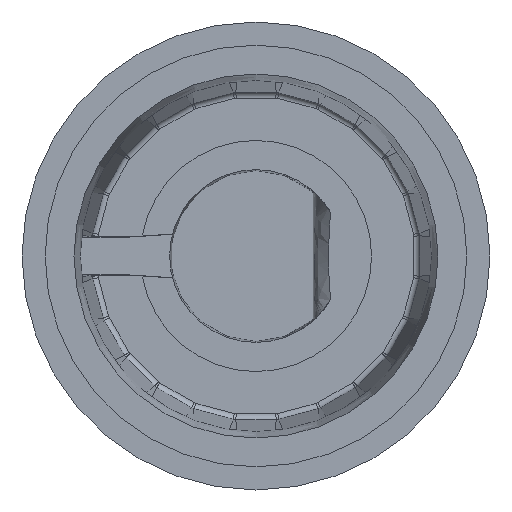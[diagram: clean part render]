
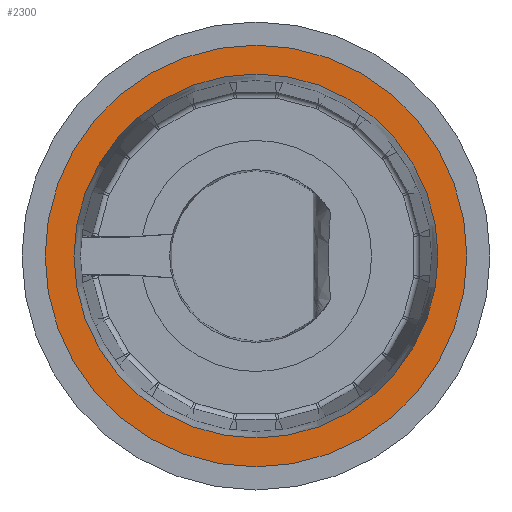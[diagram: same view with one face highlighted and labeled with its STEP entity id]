
A CAD part, front view. The second image highlights one B-rep face of the part: STEP entity #2300.
In plain terms, the highlighted planar face has unit normal (0, -1, 0).
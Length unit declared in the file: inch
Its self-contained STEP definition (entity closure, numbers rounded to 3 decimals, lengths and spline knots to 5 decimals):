
#16=FACE_BOUND('',#555,.T.);
#315=PLANE('',#2527);
#434=FACE_OUTER_BOUND('',#554,.T.);
#554=EDGE_LOOP('',(#2031));
#555=EDGE_LOOP('',(#2032));
#635=CIRCLE('',#2505,0.2874);
#640=CIRCLE('',#2518,0.24803);
#978=VERTEX_POINT('',#4425);
#991=VERTEX_POINT('',#4533);
#1310=EDGE_CURVE('',#978,#978,#635,.T.);
#1330=EDGE_CURVE('',#991,#991,#640,.T.);
#2031=ORIENTED_EDGE('',*,*,#1310,.T.);
#2032=ORIENTED_EDGE('',*,*,#1330,.T.);
#2300=ADVANCED_FACE('',(#434,#16),#315,.T.);
#2505=AXIS2_PLACEMENT_3D('',#4426,#2956,#2957);
#2518=AXIS2_PLACEMENT_3D('',#4535,#2990,#2991);
#2527=AXIS2_PLACEMENT_3D('',#4561,#3019,#3020);
#2956=DIRECTION('center_axis',(0.,-1.,0.));
#2957=DIRECTION('ref_axis',(1.,0.,0.));
#2990=DIRECTION('center_axis',(0.,1.,0.));
#2991=DIRECTION('ref_axis',(0.,0.,1.));
#3019=DIRECTION('center_axis',(0.,-1.,0.));
#3020=DIRECTION('ref_axis',(0.,0.,
-1.));
#4425=CARTESIAN_POINT('',(0.08142,-0.14627,-0.15848));
#4426=CARTESIAN_POINT('Origin',(-0.20598,-0.14627,-0.15848));
#4533=CARTESIAN_POINT('',(-0.20598,-0.14627,-0.40651));
#4535=CARTESIAN_POINT('Origin',(-0.20598,-0.14627,-0.15848));
#4561=CARTESIAN_POINT('Origin',(-0.20598,-0.14627,-0.15848));
